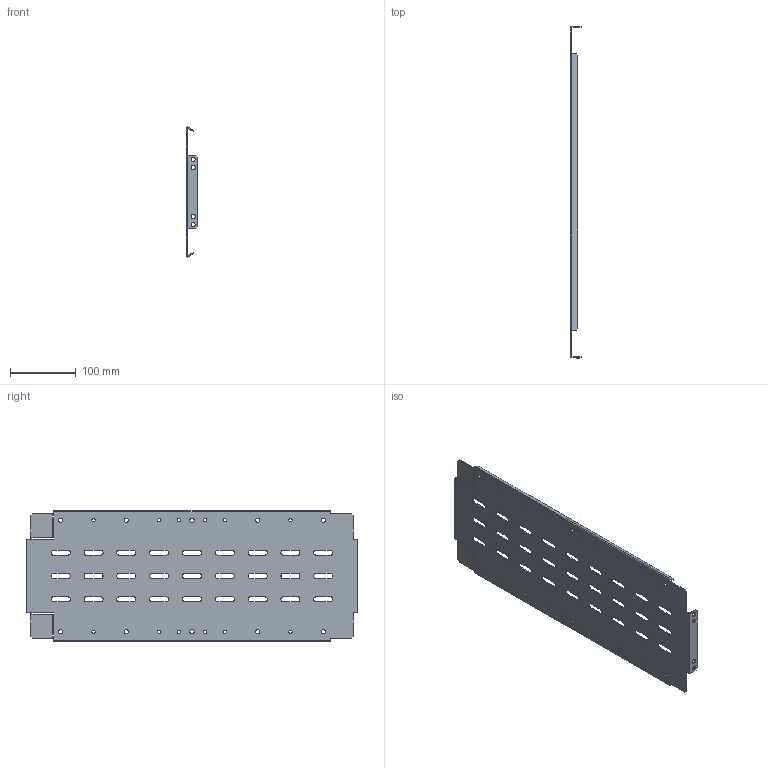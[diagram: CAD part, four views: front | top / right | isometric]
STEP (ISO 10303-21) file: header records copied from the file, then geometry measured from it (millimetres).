
FILE_DESCRIPTION (( 'STEP AP203' ), '1' );
FILE_NAME ('FO-00-SWV-020-060 FORMAT Ïåðåãîðîäêà ñåêöèîíèðîâàíèÿ âåðòèêàëüíàÿ 200õ600 IEK.STEP', '2024-07-04T12:10:18', ( '' ), ( '' ), 'SwSTEP 2.0', 'SolidWorks 2022', '' );
FILE_SCHEMA (( 'CONFIG_CONTROL_DESIGN' ));
Length unit declared in the file: millimetre
Products named in the file (1): FO-00-SWV-020-060 FORMAT Перегородка секционирования вертикальная 200х600 IEK
Bounding box: 17.5 x 505.5 x 198.93 mm (x, y, z)
Volume: 156074.1 mm3; surface area: 214340.1 mm2
Topology: 1 solids, 1 shells, 240 faces, 714 edges, 476 vertices
Faces by surface type: plane 126, cylinder 114
Entity records: 8427 total; most frequent: CARTESIAN_POINT 1431, ORIENTED_EDGE 1428, DIRECTION 1424, EDGE_CURVE 714, LINE 486, VECTOR 486, VERTEX_POINT 476, AXIS2_PLACEMENT_3D 469
